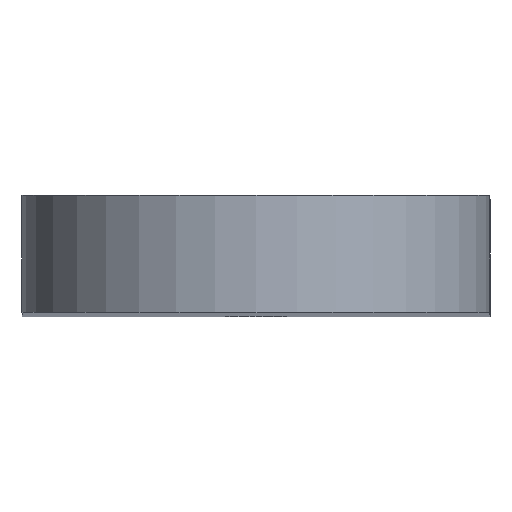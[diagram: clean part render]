
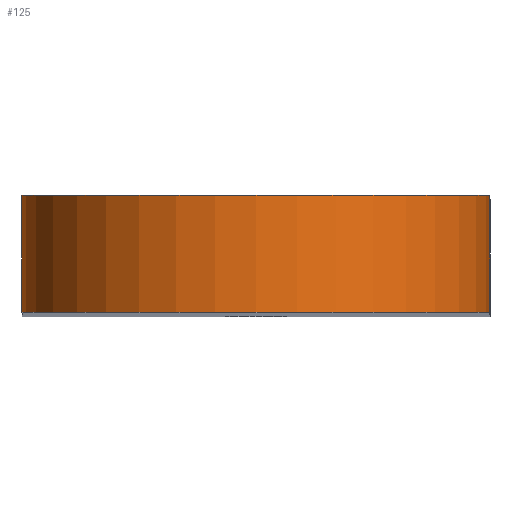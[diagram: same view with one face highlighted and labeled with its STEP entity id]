
A CAD part, top view. The second image highlights one B-rep face of the part: STEP entity #125.
In plain terms, the highlighted cylindrical face has radius 10 mm (diameter 20 mm), a partial arc.
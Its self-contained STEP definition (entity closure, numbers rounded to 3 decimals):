
#68=CARTESIAN_POINT('',(-56.123,-64.3,114.85));
#69=VERTEX_POINT('',#68);
#76=CARTESIAN_POINT('',(-56.123,-59.3,114.85));
#77=VERTEX_POINT('',#76);
#78=CARTESIAN_POINT('',(-56.123,-64.3,114.85));
#79=DIRECTION('',(0.,1.,0.));
#80=VECTOR('',#79,5.);
#81=LINE('',#78,#80);
#82=EDGE_CURVE('',#69,#77,#81,.T.);
#93=CARTESIAN_POINT('',(-46.123,-64.3,114.85));
#94=DIRECTION('',(-1.,0.,0.));
#95=DIRECTION('',(0.,1.,0.));
#96=AXIS2_PLACEMENT_3D('',#93,#95,#94);
#97=CYLINDRICAL_SURFACE('',#96,10.);
#98=CARTESIAN_POINT('',(-36.123,-64.3,114.85));
#99=VERTEX_POINT('',#98);
#100=CARTESIAN_POINT('',(-46.123,-64.3,114.85));
#101=DIRECTION('',(-1.,0.,0.));
#102=DIRECTION('',(0.,1.,0.));
#103=AXIS2_PLACEMENT_3D('',#100,#102,#101);
#104=CIRCLE('',#103,10.);
#105=EDGE_CURVE('',#69,#99,#104,.T.);
#106=ORIENTED_EDGE('E3',*,*,#105,.T.);
#107=CARTESIAN_POINT('',(-36.123,-59.3,114.85));
#108=VERTEX_POINT('',#107);
#109=CARTESIAN_POINT('',(-36.123,-64.3,114.85));
#110=DIRECTION('',(0.,1.,0.));
#111=VECTOR('',#110,5.);
#112=LINE('',#109,#111);
#113=EDGE_CURVE('',#99,#108,#112,.T.);
#114=ORIENTED_EDGE('E11',*,*,#113,.T.);
#115=CARTESIAN_POINT('',(-46.123,-59.3,114.85));
#116=DIRECTION('',(-1.,0.,0.));
#117=DIRECTION('',(0.,1.,0.));
#118=AXIS2_PLACEMENT_3D('',#115,#117,#116);
#119=CIRCLE('',#118,10.);
#120=EDGE_CURVE('',#77,#108,#119,.T.);
#121=ORIENTED_EDGE('E7',*,*,#120,.F.);
#122=ORIENTED_EDGE('E7',*,*,#82,.F.);
#123=EDGE_LOOP('',(#106,#114,#121,#122));
#124=FACE_OUTER_BOUND('',#123,.T.);
#125=ADVANCED_FACE('F12',(#124),#97,.T.);
